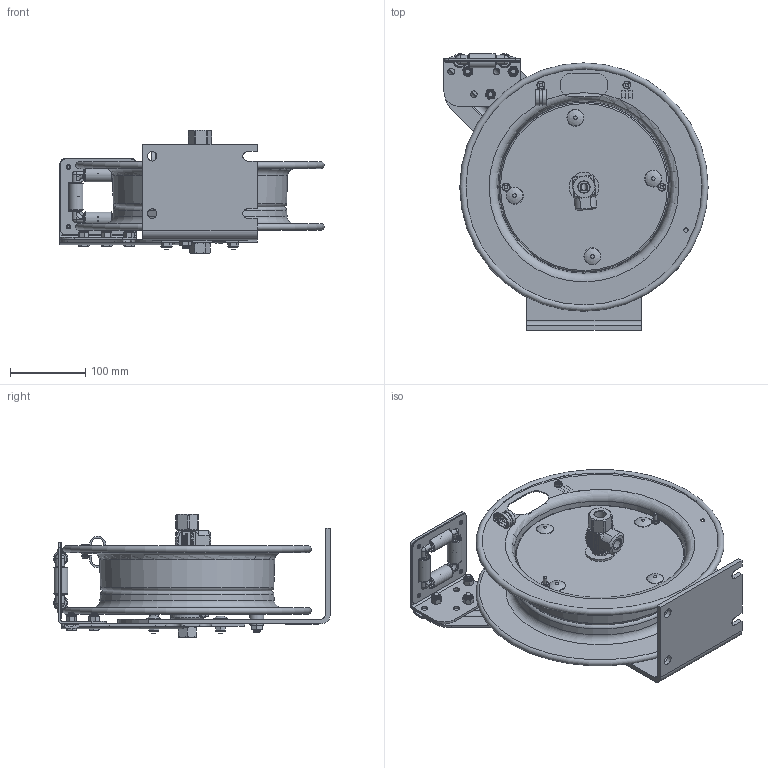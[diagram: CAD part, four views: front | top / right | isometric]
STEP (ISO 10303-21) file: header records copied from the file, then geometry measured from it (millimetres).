
FILE_DESCRIPTION(/* description */ (''),/* implementation_level */ '2;1');
FILE_NAME(/* name */ 'EZ-P-LP-325_SHARED.stp',/* time_stamp */ '2020-01-20T11:09:30-07:00',/* author */ ('NMelton'),/* organization */ (''),/* preprocessor_version */ 'ST-DEVELOPER v17',/* originating_system */ 'Autodesk Inventor 2019',/* authorisation */ '');
FILE_SCHEMA (('AUTOMOTIVE_DESIGN { 1 0 10303 214 3 1 1 }'));
Products named in the file (1): EZ-P-LP-325_SHARED
Bounding box: 351.32 x 368.05 x 163.83 mm (x, y, z)
Surface area: 714036.9 mm2 (no closed solid volume)
Topology: 0 solids, 125 shells, 1635 faces, 6809 edges, 5105 vertices
Faces by surface type: plane 841, cylinder 413, cone 150, bspline 123, torus 65, sphere 43
Full cylindrical faces by diameter (mm): 2.159 x2, 3.962 x2, 4.699 x4, 4.826 x6, 5.182 x2, 5.556 x3, 5.588 x6, 6.35 x5, 7.925 x1, 7.938 x3, 8.731 x7, 8.89 x1, 11.43 x3, 12.192 x8, 12.7 x2, 14.859 x1, 15.875 x1, 17.882 x1, 19.05 x5, 20.574 x1, 28.575 x1, 39.624 x1, 44.044 x1, 225.039 x1
Entity records: 73962 total; most frequent: CARTESIAN_POINT 18557, DIRECTION 10640, ORIENTED_EDGE 9942, EDGE_CURVE 6766, VERTEX_POINT 5105, LINE 3964, VECTOR 3964, AXIS2_PLACEMENT_3D 3338
